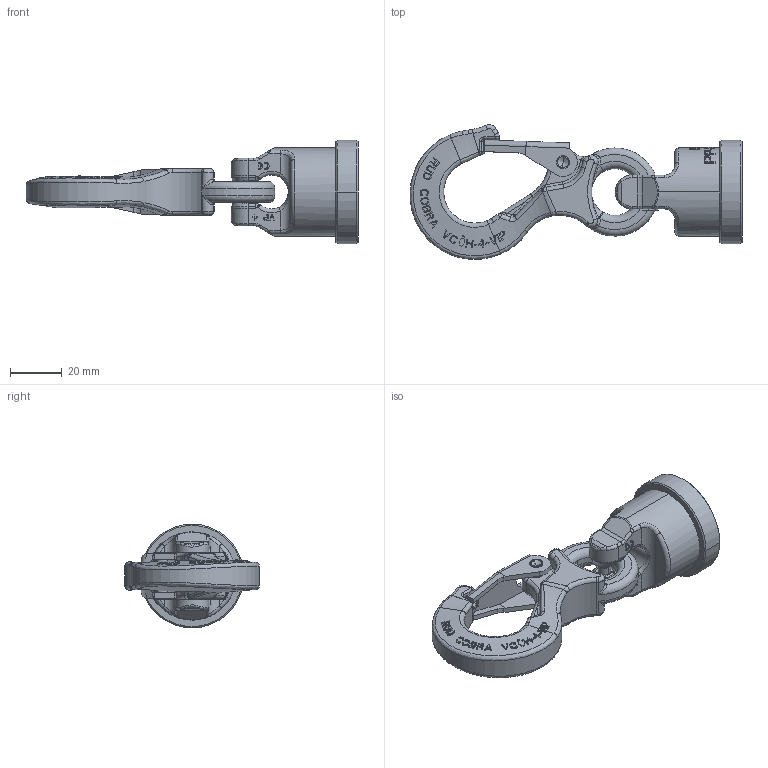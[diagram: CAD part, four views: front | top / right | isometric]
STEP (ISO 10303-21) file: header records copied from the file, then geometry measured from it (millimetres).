
FILE_DESCRIPTION((''),'2;1');
FILE_NAME('001-M31453-P-40_ASM','2019-04-29T',('anja.joas'),(''),'PRO/ENGINEER BY PARAMETRIC TECHNOLOGY CORPORATION, 2011490','PRO/ENGINEER BY PARAMETRIC TECHNOLOGY CORPORATION, 2011490','');
FILE_SCHEMA(('CONFIG_CONTROL_DESIGN'));
Products named in the file (6): 001-M31453-P-20_AF0; 001-M31453-P-50; 001-M34327-P-02; 001-M31567-P-1; 001-M34327-P-02_ASM; 001-M31453-P-40_ASM
Assembly tree (5 placements, depth 3):
  001-M31453-P-40_ASM
    001-M31453-P-20_AF0
    001-M31453-P-50
    001-M34327-P-02_ASM
      001-M34327-P-02
      001-M31567-P-1
Bounding box: 128 x 51.97 x 40 mm (x, y, z)
Volume: 56918.6 mm3; surface area: 19191.5 mm2
Topology: 4 solids, 4 shells, 1265 faces, 3309 edges, 2102 vertices
Faces by surface type: plane 826, bspline 219, cylinder 140, torus 56, sphere 14, cone 10
Entity records: 51017 total; most frequent: CARTESIAN_POINT 23365, ORIENTED_EDGE 6610, DIRECTION 4396, EDGE_CURVE 3305, VERTEX_POINT 2102, AXIS2_PLACEMENT_3D 1591, B_SPLINE_CURVE_WITH_KNOTS 1559, EDGE_LOOP 1327
